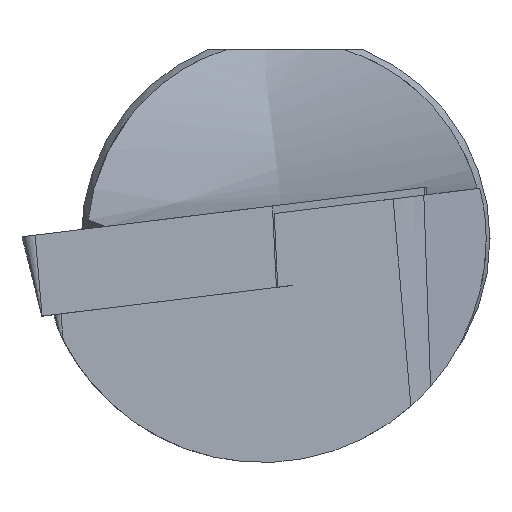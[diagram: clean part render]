
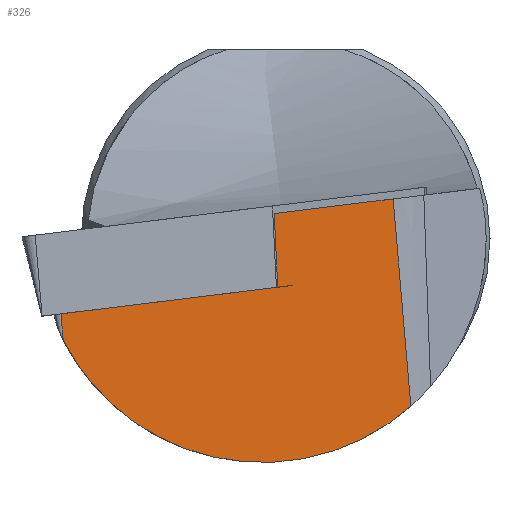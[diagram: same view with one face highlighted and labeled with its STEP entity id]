
A CAD part, left-side view. The second image highlights one B-rep face of the part: STEP entity #326.
In plain terms, the highlighted planar face has unit normal (-0.947, -0.309, -0.085).
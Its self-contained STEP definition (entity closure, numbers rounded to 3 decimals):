
#291=PLANE('',#861);
#326=ADVANCED_FACE('',(#363),#291,.F.);
#363=FACE_OUTER_BOUND('',#397,.T.);
#397=EDGE_LOOP('',(#578,#579,#580,#581,#582,#583));
#419=ELLIPSE('',#860,9.237,8.75);
#445=LINE('',#1468,#483);
#446=LINE('',#1470,#484);
#447=LINE('',#1472,#485);
#448=LINE('',#1476,#486);
#483=VECTOR('',#942,1.);
#484=VECTOR('',#943,1.);
#485=VECTOR('',#944,1.);
#486=VECTOR('',#947,1.);
#578=ORIENTED_EDGE('',*,*,#770,.F.);
#579=ORIENTED_EDGE('',*,*,#771,.F.);
#580=ORIENTED_EDGE('',*,*,#772,.T.);
#581=ORIENTED_EDGE('',*,*,#773,.F.);
#582=ORIENTED_EDGE('',*,*,#774,.F.);
#583=ORIENTED_EDGE('',*,*,#747,.F.);
#692=VERTEX_POINT('',#1112);
#693=VERTEX_POINT('',#1117);
#706=VERTEX_POINT('',#1469);
#707=VERTEX_POINT('',#1471);
#708=VERTEX_POINT('',#1473);
#709=VERTEX_POINT('',#1475);
#747=EDGE_CURVE('',#692,#693,#822,.T.);
#770=EDGE_CURVE('',#706,#692,#445,.T.);
#771=EDGE_CURVE('',#707,#706,#446,.T.);
#772=EDGE_CURVE('',#707,#708,#447,.T.);
#773=EDGE_CURVE('',#709,#708,#419,.T.);
#774=EDGE_CURVE('',#693,#709,#448,.T.);
#822=B_SPLINE_CURVE_WITH_KNOTS('',3,(#1113,#1114,#1115,#1116),
 .UNSPECIFIED.,.F.,.F.,(4,4),(0.,1.),.UNSPECIFIED.);
#860=AXIS2_PLACEMENT_3D('',#1474,#945,#946);
#861=AXIS2_PLACEMENT_3D('',#1477,#948,#949);
#942=DIRECTION('',(-0.105,0.048,0.993));
#943=DIRECTION('',(0.299,-0.947,0.116));
#944=DIRECTION('',(0.116,-0.085,-0.99));
#945=DIRECTION('',(0.947,0.309,0.085));
#946=DIRECTION('',(-0.321,0.913,0.251));
#947=DIRECTION('',(0.116,-0.085,-0.99));
#948=DIRECTION('',(0.947,0.309,0.085));
#949=DIRECTION('',(0.31,-0.951,0.));
#1112=CARTESIAN_POINT('',(3.407,0.446,0.994));
#1113=CARTESIAN_POINT('',(3.407,0.446,0.994));
#1114=CARTESIAN_POINT('',(3.896,-1.105,1.184));
#1115=CARTESIAN_POINT('',(4.385,-2.657,1.375));
#1116=CARTESIAN_POINT('',(4.874,-4.208,1.565));
#1117=CARTESIAN_POINT('',(4.874,-4.208,1.565));
#1468=CARTESIAN_POINT('',(3.356,0.469,1.481));
#1469=CARTESIAN_POINT('',(3.711,0.305,-1.891));
#1470=CARTESIAN_POINT('',(5.212,-4.454,-1.306));
#1471=CARTESIAN_POINT('',(1.036,8.79,-2.933));
#1472=CARTESIAN_POINT('',(0.663,9.062,0.238));
#1473=CARTESIAN_POINT('',(1.157,8.702,-3.961));
#1474=CARTESIAN_POINT('',(3.348,0.9,0.));
#1475=CARTESIAN_POINT('',(5.828,-4.903,-6.549));
#1476=CARTESIAN_POINT('',(4.839,-4.182,1.864));
#1477=CARTESIAN_POINT('',(4.839,-4.182,1.864));
